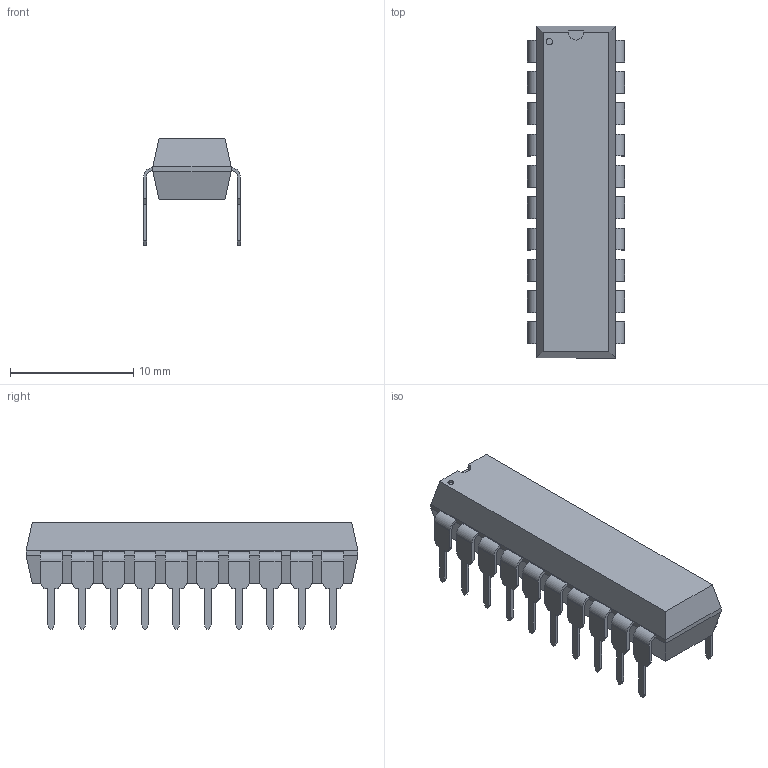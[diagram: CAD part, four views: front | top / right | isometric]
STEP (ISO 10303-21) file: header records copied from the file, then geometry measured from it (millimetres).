
FILE_DESCRIPTION((''),'2;1');
FILE_NAME('DIP20-300.stp','2008-10-14T13:04:57',(''),(''),'Mechanical Desktop 2009','Mechanical Desktop 2009',', , ');
FILE_SCHEMA(('AUTOMOTIVE_DESIGN { 1 2 10303 214 1 1 1 1 }'));
Length unit declared in the file: millimetre
Products named in the file (1): Product
Bounding box: 7.87 x 26.92 x 8.63 mm (x, y, z)
Volume: 806.9 mm3; surface area: 978.1 mm2
Topology: 21 solids, 21 shells, 381 faces, 1004 edges, 666 vertices
Faces by surface type: bspline 180, plane 178, cylinder 23
Entity records: 11876 total; most frequent: CARTESIAN_POINT 2872, ORIENTED_EDGE 2008, DIRECTION 1494, EDGE_CURVE 1004, VECTOR 918, LINE 918, VERTEX_POINT 666, EDGE_LOOP 382
